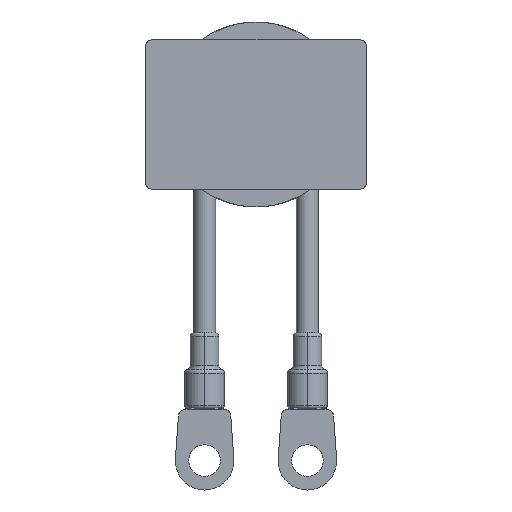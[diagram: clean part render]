
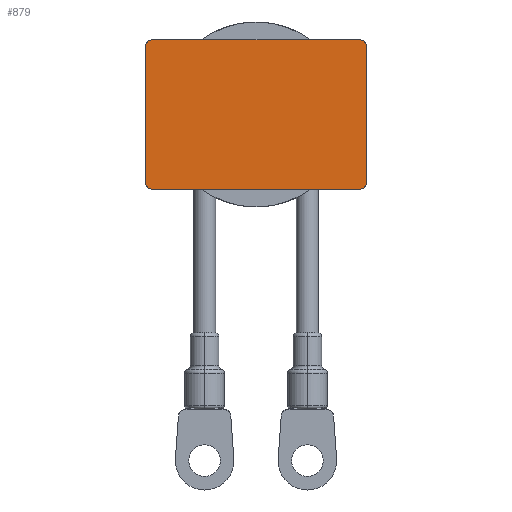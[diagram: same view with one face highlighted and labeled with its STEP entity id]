
A CAD part, front view. The second image highlights one B-rep face of the part: STEP entity #879.
In plain terms, the highlighted planar face has unit normal (0, -1, 0).
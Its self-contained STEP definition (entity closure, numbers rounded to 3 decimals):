
#17 = CARTESIAN_POINT ( 'NONE',  ( 15., 0., 10.15 ) ) ;
#76 = DIRECTION ( 'NONE',  ( 0., 0., 1. ) ) ;
#186 = AXIS2_PLACEMENT_3D ( 'NONE', #5660, #1836, #6309 ) ;
#212 = CIRCLE ( 'NONE', #568, 0.8 ) ;
#246 = CARTESIAN_POINT ( 'NONE',  ( 0., 0., 0. ) ) ;
#361 = CARTESIAN_POINT ( 'NONE',  ( 15., 0., -9.35 ) ) ;
#414 = DIRECTION ( 'NONE',  ( 0., 0., -1. ) ) ;
#476 = LINE ( 'NONE', #4256, #5399 ) ;
#532 = AXIS2_PLACEMENT_3D ( 'NONE', #834, #5338, #1495 ) ;
#537 = CARTESIAN_POINT ( 'NONE',  ( -14.2, 0., 10.15 ) ) ;
#568 = AXIS2_PLACEMENT_3D ( 'NONE', #3246, #7706, #3884 ) ;
#671 = DIRECTION ( 'NONE',  ( 1., 0., 0. ) ) ;
#674 = VERTEX_POINT ( 'NONE', #8048 ) ;
#834 = CARTESIAN_POINT ( 'NONE',  ( -14.2, 0., 9.35 ) ) ;
#879 = ADVANCED_FACE ( 'NONE', ( #1464 ), #3985, .F. ) ;
#999 = ORIENTED_EDGE ( 'NONE', *, *, #6347, .F. ) ;
#1196 = ORIENTED_EDGE ( 'NONE', *, *, #7778, .T. ) ;
#1336 = CARTESIAN_POINT ( 'NONE',  ( 14.2, 0., 10.15 ) ) ;
#1409 = ORIENTED_EDGE ( 'NONE', *, *, #3227, .F. ) ;
#1464 = FACE_OUTER_BOUND ( 'NONE', #3237, .T. ) ;
#1495 = DIRECTION ( 'NONE',  ( 0., 0., 1. ) ) ;
#1836 = DIRECTION ( 'NONE',  ( 0., -1., 0. ) ) ;
#1926 = AXIS2_PLACEMENT_3D ( 'NONE', #246, #2761, #76 ) ;
#2044 = VERTEX_POINT ( 'NONE', #6837 ) ;
#2194 = DIRECTION ( 'NONE',  ( 0., -1., 0. ) ) ;
#2761 = DIRECTION ( 'NONE',  ( 0., 1., 0. ) ) ;
#2801 = CARTESIAN_POINT ( 'NONE',  ( -15., 0., 10.15 ) ) ;
#2806 = CIRCLE ( 'NONE', #532, 0.8 ) ;
#2884 = EDGE_CURVE ( 'NONE', #6357, #6933, #4450, .T. ) ;
#2925 = ORIENTED_EDGE ( 'NONE', *, *, #6071, .F. ) ;
#2940 = VERTEX_POINT ( 'NONE', #537 ) ;
#2942 = ORIENTED_EDGE ( 'NONE', *, *, #6140, .T. ) ;
#3227 = EDGE_CURVE ( 'NONE', #7998, #6812, #4343, .T. ) ;
#3237 = EDGE_LOOP ( 'NONE', ( #1409, #4637, #2925, #1196, #999, #7603, #5918, #2942 ) ) ;
#3246 = CARTESIAN_POINT ( 'NONE',  ( -14.2, 0., -9.35 ) ) ;
#3333 = VERTEX_POINT ( 'NONE', #361 ) ;
#3674 = LINE ( 'NONE', #17, #6672 ) ;
#3884 = DIRECTION ( 'NONE',  ( 0., 0., 1. ) ) ;
#3985 = PLANE ( 'NONE',  #1926 ) ;
#4138 = CARTESIAN_POINT ( 'NONE',  ( 15., 0., -10.15 ) ) ;
#4256 = CARTESIAN_POINT ( 'NONE',  ( 15., 0., 10.15 ) ) ;
#4288 = CARTESIAN_POINT ( 'NONE',  ( -15., 0., -9.35 ) ) ;
#4343 = LINE ( 'NONE', #2801, #6028 ) ;
#4450 = CIRCLE ( 'NONE', #186, 0.8 ) ;
#4637 = ORIENTED_EDGE ( 'NONE', *, *, #7559, .T. ) ;
#4906 = VECTOR ( 'NONE', #7312, 1000. ) ;
#4917 = CARTESIAN_POINT ( 'NONE',  ( 15., 0., 9.35 ) ) ;
#5338 = DIRECTION ( 'NONE',  ( 0., -1., 0. ) ) ;
#5399 = VECTOR ( 'NONE', #414, 1000. ) ;
#5660 = CARTESIAN_POINT ( 'NONE',  ( 14.2, 0., 9.35 ) ) ;
#5678 = CARTESIAN_POINT ( 'NONE',  ( -15., 0., 9.35 ) ) ;
#5918 = ORIENTED_EDGE ( 'NONE', *, *, #7537, .F. ) ;
#6018 = CARTESIAN_POINT ( 'NONE',  ( 14.2, 0., -9.35 ) ) ;
#6028 = VECTOR ( 'NONE', #6617, 1000. ) ;
#6065 = CIRCLE ( 'NONE', #7046, 0.8 ) ;
#6071 = EDGE_CURVE ( 'NONE', #2044, #674, #6788, .T. ) ;
#6140 = EDGE_CURVE ( 'NONE', #2940, #6812, #2806, .T. ) ;
#6309 = DIRECTION ( 'NONE',  ( 0., 0., 1. ) ) ;
#6347 = EDGE_CURVE ( 'NONE', #6357, #3333, #476, .T. ) ;
#6357 = VERTEX_POINT ( 'NONE', #4917 ) ;
#6617 = DIRECTION ( 'NONE',  ( 0., 0., 1. ) ) ;
#6666 = DIRECTION ( 'NONE',  ( 0., 0., 1. ) ) ;
#6672 = VECTOR ( 'NONE', #671, 1000. ) ;
#6788 = LINE ( 'NONE', #4138, #4906 ) ;
#6812 = VERTEX_POINT ( 'NONE', #5678 ) ;
#6837 = CARTESIAN_POINT ( 'NONE',  ( 14.2, 0., -10.15 ) ) ;
#6933 = VERTEX_POINT ( 'NONE', #1336 ) ;
#7046 = AXIS2_PLACEMENT_3D ( 'NONE', #6018, #2194, #6666 ) ;
#7312 = DIRECTION ( 'NONE',  ( -1., 0., 0. ) ) ;
#7537 = EDGE_CURVE ( 'NONE', #2940, #6933, #3674, .T. ) ;
#7559 = EDGE_CURVE ( 'NONE', #7998, #674, #212, .T. ) ;
#7603 = ORIENTED_EDGE ( 'NONE', *, *, #2884, .T. ) ;
#7706 = DIRECTION ( 'NONE',  ( 0., -1., 0. ) ) ;
#7778 = EDGE_CURVE ( 'NONE', #2044, #3333, #6065, .T. ) ;
#7998 = VERTEX_POINT ( 'NONE', #4288 ) ;
#8048 = CARTESIAN_POINT ( 'NONE',  ( -14.2, 0., -10.15 ) ) ;
